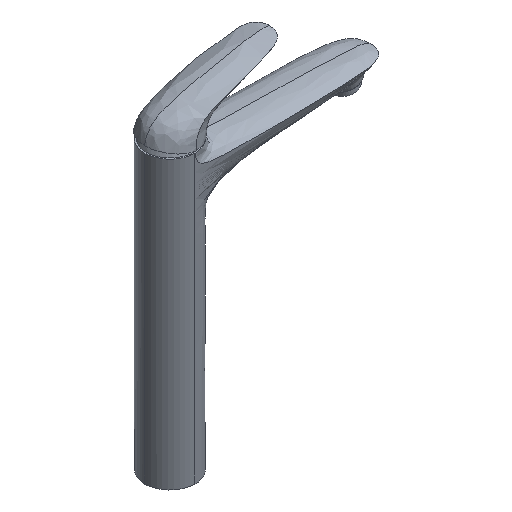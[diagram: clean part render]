
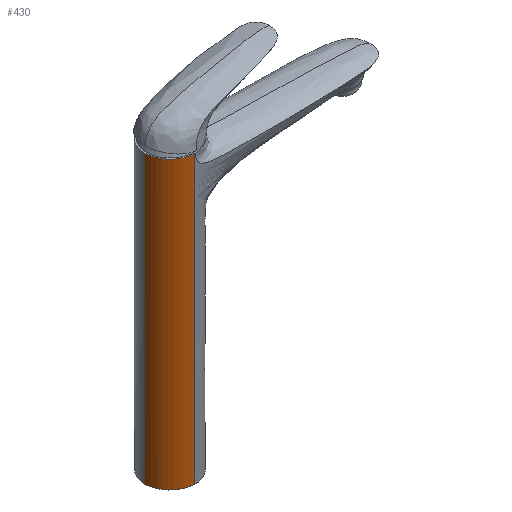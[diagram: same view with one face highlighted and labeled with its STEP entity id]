
A CAD part, isometric view. The second image highlights one B-rep face of the part: STEP entity #430.
In plain terms, the highlighted free-form (B-spline) face has degree [3, 1] with [7, 2] control points.
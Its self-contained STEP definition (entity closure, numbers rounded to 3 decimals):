
#53=LINE('',#3511,#55);
#55=VECTOR('',#619,1000.);
#166=ORIENTED_EDGE('',*,*,#214,.T.);
#167=ORIENTED_EDGE('',*,*,#218,.T.);
#168=ORIENTED_EDGE('',*,*,#227,.F.);
#169=ORIENTED_EDGE('',*,*,#224,.F.);
#214=EDGE_CURVE('',#262,#261,#307,.F.);
#218=EDGE_CURVE('',#261,#265,#311,.T.);
#224=EDGE_CURVE('',#262,#269,#317,.T.);
#227=EDGE_CURVE('',#269,#265,#53,.T.);
#261=VERTEX_POINT('',#3215);
#262=VERTEX_POINT('',#3220);
#265=VERTEX_POINT('',#3272);
#269=VERTEX_POINT('',#3358);
#307=B_SPLINE_CURVE_WITH_KNOTS('',3,(#3216,#3217,#3218,#3219),
 .UNSPECIFIED.,.F.,.F.,(4,4),(0.012,1.018),
 .UNSPECIFIED.);
#311=B_SPLINE_CURVE_WITH_KNOTS('',3,(#3273,#3274,#3275,#3276,#3277,#3278,
#3279,#3280,#3281,#3282,#3283,#3284),.UNSPECIFIED.,.F.,.F.,(4,1,1,1,1,1,
1,1,1,4),(0.,0.005,0.01,0.015,
0.02,0.024,0.027,0.029,
0.034,0.039),.UNSPECIFIED.);
#317=B_SPLINE_CURVE_WITH_KNOTS('',3,(#3372,#3373,#3374,#3375,#3376,#3377,
#3378,#3379,#3380,#3381,#3382,#3383),.UNSPECIFIED.,.F.,.F.,(4,1,1,1,1,1,
1,1,1,4),(0.157,0.162,0.165,0.167,
0.172,0.177,0.182,0.187,
0.192,0.197),.UNSPECIFIED.);
#352=EDGE_LOOP('',(#166,#167,#168,#169));
#384=FACE_BOUND('',#352,.T.);
#402=B_SPLINE_SURFACE_WITH_KNOTS('',3,1,((#4644,#4645),(#4646,#4647),(#4648,
#4649),(#4650,#4651),(#4652,#4653),(#4654,#4655),(#4656,#4657)),
 .SURF_OF_LINEAR_EXTRUSION.,.F.,.F.,.F.,(4,1,1,1,4),(2,2),(0.,0.25,0.5,
0.75,1.),(0.,1.),.UNSPECIFIED.);
#430=ADVANCED_FACE('',(#384),#402,.F.);
#619=DIRECTION('',(0.,0.,1.));
#3215=CARTESIAN_POINT('',(0.,-25.,285.4));
#3216=CARTESIAN_POINT('',(0.,-25.,285.4));
#3217=CARTESIAN_POINT('',(0.,-25.,190.267));
#3218=CARTESIAN_POINT('',(0.,-25.,95.133));
#3219=CARTESIAN_POINT('',(0.,-25.,0.));
#3220=CARTESIAN_POINT('',(0.,-25.,0.));
#3272=CARTESIAN_POINT('',(-25.,0.,285.4));
#3273=CARTESIAN_POINT('',(0.,-25.,285.4));
#3274=CARTESIAN_POINT('',(-1.651,-25.,285.4));
#3275=CARTESIAN_POINT('',(-4.888,-24.681,285.4));
#3276=CARTESIAN_POINT('',(-9.642,-23.241,285.4));
#3277=CARTESIAN_POINT('',(-13.951,-20.937,285.4));
#3278=CARTESIAN_POINT('',(-17.798,-17.787,285.4));
#3279=CARTESIAN_POINT('',(-20.377,-14.644,285.4));
#3280=CARTESIAN_POINT('',(-22.081,-11.808,285.4));
#3281=CARTESIAN_POINT('',(-23.473,-8.871,285.4));
#3282=CARTESIAN_POINT('',(-24.674,-4.929,285.4));
#3283=CARTESIAN_POINT('',(-25.,-1.651,285.4));
#3284=CARTESIAN_POINT('',(-25.,0.,285.4));
#3358=CARTESIAN_POINT('',(-25.,0.,0.));
#3372=CARTESIAN_POINT('',(0.,-25.,0.));
#3373=CARTESIAN_POINT('',(-1.65,-25.,0.));
#3374=CARTESIAN_POINT('',(-4.101,-24.754,0.));
#3375=CARTESIAN_POINT('',(-7.255,-23.966,0.));
#3376=CARTESIAN_POINT('',(-10.368,-22.853,0.));
#3377=CARTESIAN_POINT('',(-13.953,-20.936,0.));
#3378=CARTESIAN_POINT('',(-17.807,-17.78,0.));
#3379=CARTESIAN_POINT('',(-20.912,-13.988,0.));
#3380=CARTESIAN_POINT('',(-23.252,-9.615,0.));
#3381=CARTESIAN_POINT('',(-24.67,-4.941,0.));
#3382=CARTESIAN_POINT('',(-25.,-1.642,0.));
#3383=CARTESIAN_POINT('',(-25.,0.,0.));
#3511=CARTESIAN_POINT('',(-25.,0.,-6.));
#4644=CARTESIAN_POINT('',(0.,-25.,0.));
#4645=CARTESIAN_POINT('',(0.,-25.,285.4));
#4646=CARTESIAN_POINT('',(-3.272,-25.,0.));
#4647=CARTESIAN_POINT('',(-3.272,-25.,285.4));
#4648=CARTESIAN_POINT('',(-9.816,-23.698,0.));
#4649=CARTESIAN_POINT('',(-9.816,-23.698,285.4));
#4650=CARTESIAN_POINT('',(-18.138,-18.138,0.));
#4651=CARTESIAN_POINT('',(-18.138,-18.138,285.4));
#4652=CARTESIAN_POINT('',(-23.699,-9.816,0.));
#4653=CARTESIAN_POINT('',(-23.699,-9.816,285.4));
#4654=CARTESIAN_POINT('',(-24.999,-3.272,0.));
#4655=CARTESIAN_POINT('',(-24.999,-3.272,285.4));
#4656=CARTESIAN_POINT('',(-25.,0.,0.));
#4657=CARTESIAN_POINT('',(-25.,0.,285.4));
